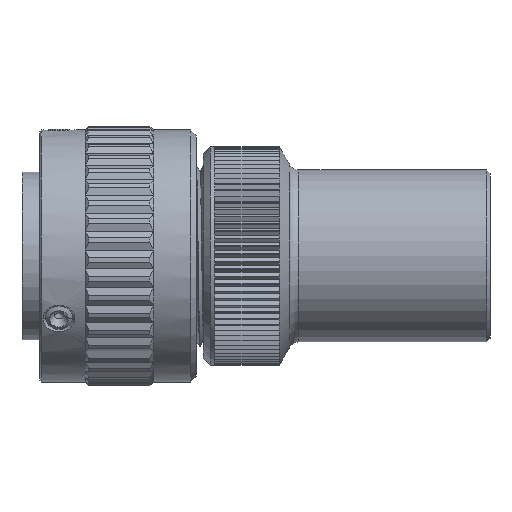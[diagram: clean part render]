
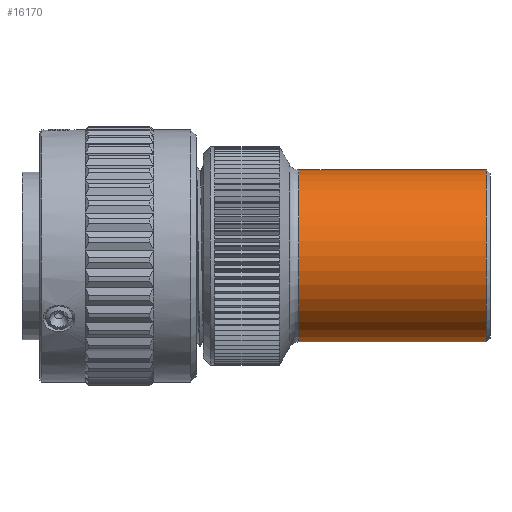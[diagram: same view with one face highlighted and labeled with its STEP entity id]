
A CAD part, top view. The second image highlights one B-rep face of the part: STEP entity #16170.
In plain terms, the highlighted cylindrical face has radius 12 mm (diameter 24 mm), a partial arc.
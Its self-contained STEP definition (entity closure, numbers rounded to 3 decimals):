
#46=CARTESIAN_POINT('',(39.5,0.,0.));
#47=DIRECTION('',(1.,0.,0.));
#48=DIRECTION('',(0.,1.,0.));
#49=AXIS2_PLACEMENT_3D('',#46,#47,#48);
#51=DIRECTION('',(-1.,0.,0.));
#52=VECTOR('',#51,26.158);
#53=CARTESIAN_POINT('',(39.5,12.,0.));
#54=LINE('1187',#53,#52);
#55=DIRECTION('',(-1.,0.,0.));
#56=VECTOR('',#55,26.158);
#57=CARTESIAN_POINT('',(39.5,-12.,0.));
#58=LINE('1189',#57,#56);
#79=CARTESIAN_POINT('',(13.342,0.,0.));
#80=DIRECTION('',(1.,0.,0.));
#81=DIRECTION('',(0.,1.,0.));
#82=AXIS2_PLACEMENT_3D('',#79,#80,#81);
#13402=CARTESIAN_POINT('',(39.5,12.,0.));
#13403=CARTESIAN_POINT('',(13.342,12.,0.));
#13404=VERTEX_POINT('',#13402);
#13405=VERTEX_POINT('',#13403);
#13410=CARTESIAN_POINT('',(39.5,-12.,0.));
#13411=CARTESIAN_POINT('',(13.342,-12.,0.));
#13412=VERTEX_POINT('',#13410);
#13413=VERTEX_POINT('',#13411);
#16156=CARTESIAN_POINT('',(-2.,0.,0.));
#16157=DIRECTION('',(1.,0.,0.));
#16158=DIRECTION('',(0.,-1.,0.));
#16159=AXIS2_PLACEMENT_3D('',#16156,#16157,#16158);
#16160=CYLINDRICAL_SURFACE('246',#16159,12.);
#16162=ORIENTED_EDGE('1187',*,*,#16161,.F.);
#16163=ORIENTED_EDGE('1239',*,*,#16144,.T.);
#16165=ORIENTED_EDGE('1189',*,*,#16164,.T.);
#16167=ORIENTED_EDGE('1232',*,*,#16166,.F.);
#16168=EDGE_LOOP('246',(#16162,#16163,#16165,#16167));
#16169=FACE_OUTER_BOUND('246',#16168,.F.);
#50=CIRCLE('1239',#49,12.);
#83=CIRCLE('1232',#82,12.);
#16144=EDGE_CURVE('1239',#13404,#13412,#50,.T.);
#16161=EDGE_CURVE('1187',#13404,#13405,#54,.T.);
#16164=EDGE_CURVE('1189',#13412,#13413,#58,.T.);
#16166=EDGE_CURVE('1232',#13405,#13413,#83,.T.);
#16170=ADVANCED_FACE('246',(#16169),#16160,.T.);
